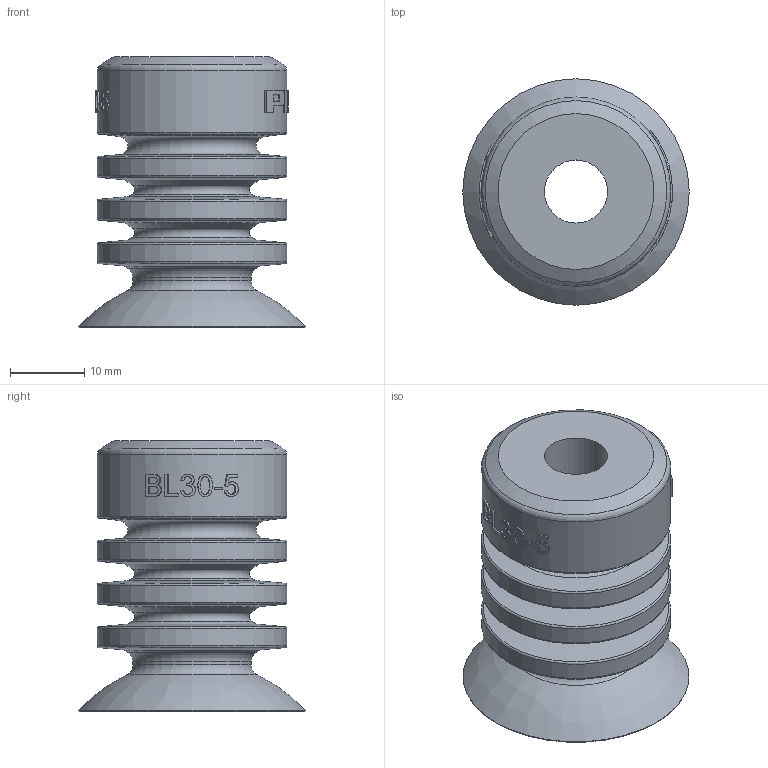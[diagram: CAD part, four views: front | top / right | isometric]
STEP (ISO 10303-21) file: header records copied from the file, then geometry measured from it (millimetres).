
FILE_DESCRIPTION( ( 'Unknown' ), '1' );
FILE_NAME( '0121519.stp', 'Unknown', ( 'Unknown' ), ( 'Unknown' ), 'PSStep 10.0', 'Unknown', ' ' );
FILE_SCHEMA( ( 'automotive_design' ) );
Length unit declared in the file: millimetre
Products named in the file (1): 1
Bounding box: 30.5 x 30.5 x 36.5 mm (x, y, z)
Volume: 8555.6 mm3; surface area: 7929.4 mm2
Topology: 1 solids, 1 shells, 365 faces, 910 edges, 563 vertices
Faces by surface type: bspline 118, plane 87, torus 73, cylinder 65, cone 22
Full cylindrical faces by diameter (mm): 8.5 x1, 10 x1, 13 x1, 16 x1, 25.5 x4
Entity records: 27978 total; most frequent: CARTESIAN_POINT 18030, ORIENTED_EDGE 1654, DIRECTION 1068, EDGE_CURVE 827, VERTEX_POINT 538, B_SPLINE_CURVE_WITH_KNOTS 511, AXIS2_PLACEMENT_3D 504, EDGE_LOOP 441
